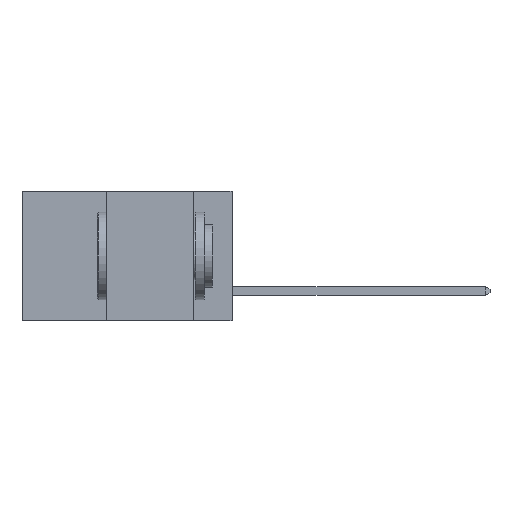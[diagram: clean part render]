
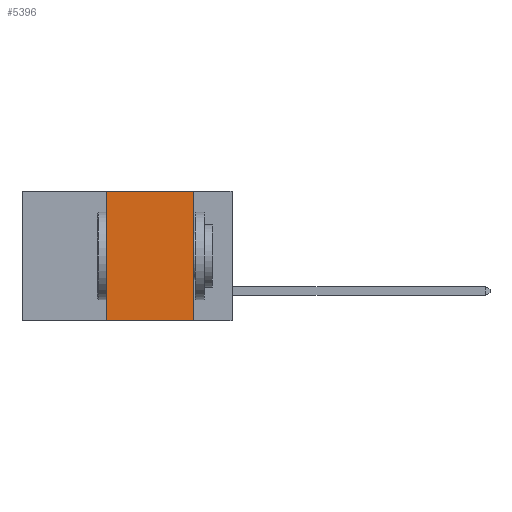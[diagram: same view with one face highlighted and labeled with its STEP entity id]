
A CAD part, left-side view. The second image highlights one B-rep face of the part: STEP entity #5396.
In plain terms, the highlighted planar face has unit normal (-1, 0, 0).
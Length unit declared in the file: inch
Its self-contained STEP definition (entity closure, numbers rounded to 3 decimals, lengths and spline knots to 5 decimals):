
#373 = CARTESIAN_POINT ( 'NONE',  ( 0., 0.6, 0. ) ) ;
#483 = CARTESIAN_POINT ( 'NONE',  ( 0., 0.11, -0.37 ) ) ;
#578 = CARTESIAN_POINT ( 'NONE',  ( 0., 0.11, 0. ) ) ;
#739 = EDGE_CURVE ( 'NONE', #9326, #12685, #4081, .T. ) ;
#784 = DIRECTION ( 'NONE',  ( 0., -1., 0. ) ) ;
#1059 = ORIENTED_EDGE ( 'NONE', *, *, #1415, .F. ) ;
#1102 = CARTESIAN_POINT ( 'NONE',  ( 0., 0.36, -0.37 ) ) ;
#1230 = CARTESIAN_POINT ( 'NONE',  ( 0., 0.6, -0.37 ) ) ;
#1415 = EDGE_CURVE ( 'NONE', #12685, #8399, #9157, .T. ) ;
#1841 = ORIENTED_EDGE ( 'NONE', *, *, #739, .F. ) ;
#2024 = DIRECTION ( 'NONE',  ( 0., 0., -1. ) ) ;
#2038 = CARTESIAN_POINT ( 'NONE',  ( 0., 0.11, 0. ) ) ;
#2914 = PLANE ( 'NONE',  #12949 ) ;
#3119 = LINE ( 'NONE', #1230, #11089 ) ;
#3717 = VECTOR ( 'NONE', #4098, 39.37008 ) ;
#4081 = LINE ( 'NONE', #6990, #3717 ) ;
#4098 = DIRECTION ( 'NONE',  ( 0., 0., 1. ) ) ;
#4716 = EDGE_CURVE ( 'NONE', #8399, #8331, #10325, .T. ) ;
#4887 = EDGE_CURVE ( 'NONE', #9326, #8331, #3119, .T. ) ;
#5152 = VECTOR ( 'NONE', #2024, 39.37008 ) ;
#5396 = ADVANCED_FACE ( 'NONE', ( #10160 ), #2914, .F. ) ;
#6990 = CARTESIAN_POINT ( 'NONE',  ( 0., 0.36, 0. ) ) ;
#8331 = VERTEX_POINT ( 'NONE', #483 ) ;
#8399 = VERTEX_POINT ( 'NONE', #578 ) ;
#9157 = LINE ( 'NONE', #373, #11731 ) ;
#9326 = VERTEX_POINT ( 'NONE', #1102 ) ;
#10160 = FACE_OUTER_BOUND ( 'NONE', #10466, .T. ) ;
#10210 = ORIENTED_EDGE ( 'NONE', *, *, #4887, .T. ) ;
#10325 = LINE ( 'NONE', #2038, #5152 ) ;
#10466 = EDGE_LOOP ( 'NONE', ( #12861, #1059, #1841, #10210 ) ) ;
#10997 = CARTESIAN_POINT ( 'NONE',  ( 0., 0.6, 0. ) ) ;
#11089 = VECTOR ( 'NONE', #784, 39.37008 ) ;
#11110 = CARTESIAN_POINT ( 'NONE',  ( 0., 0.36, 0. ) ) ;
#11135 = DIRECTION ( 'NONE',  ( 1., 0., 0. ) ) ;
#11731 = VECTOR ( 'NONE', #12223, 39.37008 ) ;
#12223 = DIRECTION ( 'NONE',  ( 0., -1., 0. ) ) ;
#12685 = VERTEX_POINT ( 'NONE', #11110 ) ;
#12861 = ORIENTED_EDGE ( 'NONE', *, *, #4716, .F. ) ;
#12949 = AXIS2_PLACEMENT_3D ( 'NONE', #10997, #11135, #12964 ) ;
#12964 = DIRECTION ( 'NONE',  ( 0., 0., -1. ) ) ;
